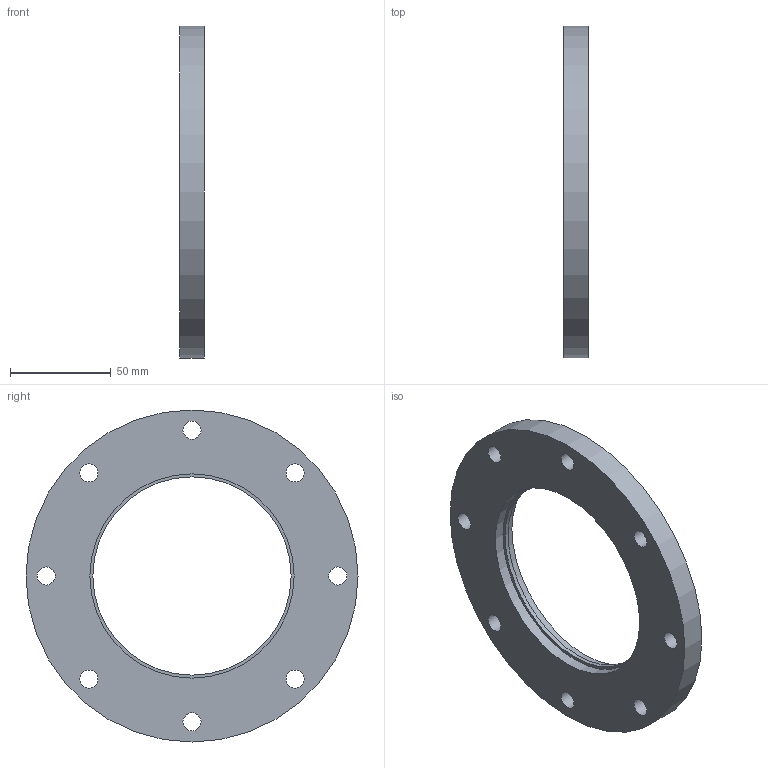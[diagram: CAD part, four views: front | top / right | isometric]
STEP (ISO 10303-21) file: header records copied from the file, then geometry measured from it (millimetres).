
FILE_DESCRIPTION(/* description */ (''),/* implementation_level */ '2;1');
FILE_NAME(/* name */ 'FL-100LFB-W.stp',/* time_stamp */ '2018-07-12T09:25:15+01:00',/* author */ ('paul'),/* organization */ (''),/* preprocessor_version */ 'ST-DEVELOPER v17',/* originating_system */ 'Autodesk Inventor 2019',/* authorisation */ '');
FILE_SCHEMA (('AUTOMOTIVE_DESIGN { 1 0 10303 214 3 1 1 }'));
Length unit declared in the file: millimetre
Products named in the file (1): FL-100LFB-W
Bounding box: 12 x 165 x 165 mm (x, y, z)
Volume: 153927.5 mm3; surface area: 39241.5 mm2
Topology: 1 solids, 1 shells, 16 faces, 52 edges, 40 vertices
Faces by surface type: cylinder 12, plane 4
Full cylindrical faces by diameter (mm): 9 x8, 98.55 x1, 101.5 x1, 102.1 x1, 165 x1
Entity records: 699 total; most frequent: DIRECTION 126, CARTESIAN_POINT 109, ORIENTED_EDGE 104, AXIS2_PLACEMENT_3D 57, EDGE_CURVE 52, CIRCLE 40, VERTEX_POINT 40, EDGE_LOOP 36
